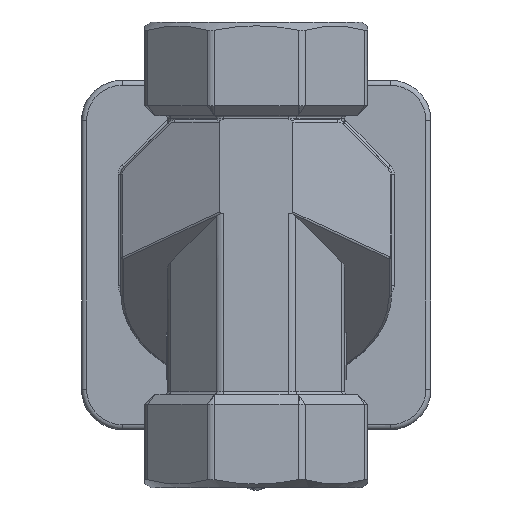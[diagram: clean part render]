
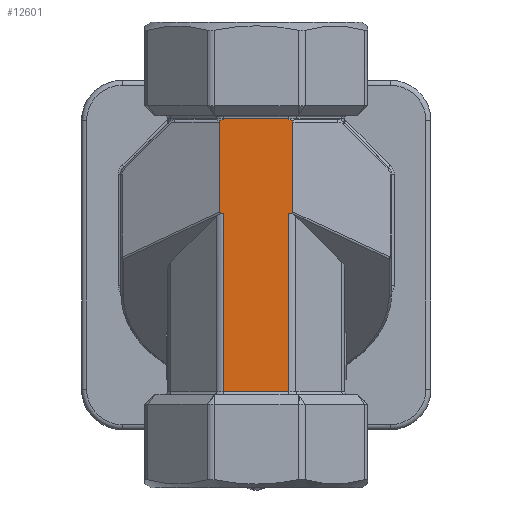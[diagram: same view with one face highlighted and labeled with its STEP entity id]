
A CAD part, front view. The second image highlights one B-rep face of the part: STEP entity #12601.
In plain terms, the highlighted planar face has unit normal (0, -1, 0).
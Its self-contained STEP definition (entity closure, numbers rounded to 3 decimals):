
#193=ELLIPSE('',#13505,1.183,0.5);
#198=ELLIPSE('',#13517,1.284,0.5);
#204=ELLIPSE('',#13531,1.284,0.5);
#210=ELLIPSE('',#13544,1.183,0.5);
#865=PLANE('',#13703);
#1374=FACE_OUTER_BOUND('',#2146,.T.);
#2146=EDGE_LOOP('',(#9659,#9660,#9661,#9662,#9663,#9664,#9665,#9666,#9667,
#9668,#9669,#9670,#9671,#9672));
#2986=LINE('',#20986,#3893);
#3001=LINE('',#21136,#3908);
#3004=LINE('',#21150,#3911);
#3010=LINE('',#21189,#3917);
#3030=LINE('',#21276,#3937);
#3118=LINE('',#21699,#4025);
#3120=LINE('',#21702,#4027);
#3121=LINE('',#21704,#4028);
#3122=LINE('',#21705,#4029);
#3123=LINE('',#21706,#4030);
#3893=VECTOR('',#15643,10.);
#3908=VECTOR('',#15712,10.);
#3911=VECTOR('',#15727,10.);
#3917=VECTOR('',#15773,10.);
#3937=VECTOR('',#15869,10.);
#4025=VECTOR('',#16137,10.);
#4027=VECTOR('',#16141,10.);
#4028=VECTOR('',#16144,10.);
#4029=VECTOR('',#16145,10.);
#4030=VECTOR('',#16146,10.);
#5379=VERTEX_POINT('',#20862);
#5380=VERTEX_POINT('',#20863);
#5390=VERTEX_POINT('',#20944);
#5391=VERTEX_POINT('',#20946);
#5394=VERTEX_POINT('',#20985);
#5405=VERTEX_POINT('',#21016);
#5406=VERTEX_POINT('',#21018);
#5417=VERTEX_POINT('',#21089);
#5418=VERTEX_POINT('',#21091);
#5425=VERTEX_POINT('',#21148);
#5436=VERTEX_POINT('',#21181);
#5438=VERTEX_POINT('',#21187);
#5465=VERTEX_POINT('',#21268);
#5467=VERTEX_POINT('',#21274);
#6737=EDGE_CURVE('',#5379,#5380,#193,.T.);
#6754=EDGE_CURVE('',#5390,#5391,#198,.T.);
#6760=EDGE_CURVE('',#5391,#5394,#2986,.T.);
#6773=EDGE_CURVE('',#5405,#5406,#204,.T.);
#6791=EDGE_CURVE('',#5417,#5418,#210,.T.);
#6798=EDGE_CURVE('',#5406,#5417,#3001,.T.);
#6805=EDGE_CURVE('',#5425,#5405,#3004,.T.);
#6824=EDGE_CURVE('',#5438,#5436,#3010,.T.);
#6868=EDGE_CURVE('',#5467,#5465,#3030,.T.);
#7012=EDGE_CURVE('',#5390,#5380,#3118,.T.);
#7014=EDGE_CURVE('',#5438,#5418,#3120,.T.);
#7015=EDGE_CURVE('',#5379,#5436,#3121,.T.);
#7016=EDGE_CURVE('',#5465,#5425,#3122,.T.);
#7017=EDGE_CURVE('',#5394,#5467,#3123,.T.);
#9659=ORIENTED_EDGE('',*,*,#7015,.T.);
#9660=ORIENTED_EDGE('',*,*,#6824,.F.);
#9661=ORIENTED_EDGE('',*,*,#7014,.T.);
#9662=ORIENTED_EDGE('',*,*,#6791,.F.);
#9663=ORIENTED_EDGE('',*,*,#6798,.F.);
#9664=ORIENTED_EDGE('',*,*,#6773,.F.);
#9665=ORIENTED_EDGE('',*,*,#6805,.F.);
#9666=ORIENTED_EDGE('',*,*,#7016,.F.);
#9667=ORIENTED_EDGE('',*,*,#6868,.F.);
#9668=ORIENTED_EDGE('',*,*,#7017,.F.);
#9669=ORIENTED_EDGE('',*,*,#6760,.F.);
#9670=ORIENTED_EDGE('',*,*,#6754,.F.);
#9671=ORIENTED_EDGE('',*,*,#7012,.T.);
#9672=ORIENTED_EDGE('',*,*,#6737,.F.);
#12601=ADVANCED_FACE('',(#1374),#865,.T.);
#13505=AXIS2_PLACEMENT_3D('',#20864,#15603,#15604);
#13517=AXIS2_PLACEMENT_3D('',#20947,#15633,#15634);
#13531=AXIS2_PLACEMENT_3D('',#21019,#15668,#15669);
#13544=AXIS2_PLACEMENT_3D('',#21092,#15702,#15703);
#13703=AXIS2_PLACEMENT_3D('',#21703,#16142,#16143);
#15603=DIRECTION('center_axis',(0.,1.,0.));
#15604=DIRECTION('ref_axis',(1.,0.,0.));
#15633=DIRECTION('center_axis',(0.,1.,0.));
#15634=DIRECTION('ref_axis',(0.906,0.,-0.423));
#15643=DIRECTION('',(-1.,0.,0.));
#15668=DIRECTION('center_axis',(0.,1.,0.));
#15669=DIRECTION('ref_axis',(-0.906,0.,-0.423));
#15702=DIRECTION('center_axis',(0.,1.,0.));
#15703=DIRECTION('ref_axis',(-1.,0.,0.));
#15712=DIRECTION('',(0.,0.,1.));
#15727=DIRECTION('',(-1.,0.,0.));
#15773=DIRECTION('',(1.,0.,0.));
#15869=DIRECTION('',(-1.,0.,0.));
#16137=DIRECTION('',(0.,0.,1.));
#16141=DIRECTION('',(0.,0.,-1.));
#16142=DIRECTION('center_axis',(0.,-1.,0.));
#16143=DIRECTION('ref_axis',(1.,0.,0.));
#16144=DIRECTION('',(0.,0.,1.));
#16145=DIRECTION('',(0.,0.,1.));
#16146=DIRECTION('',(0.,0.,-1.));
#20862=CARTESIAN_POINT('',(6.42,-17.5,26.727));
#20863=CARTESIAN_POINT('',(7.249,-17.5,26.25));
#20864=CARTESIAN_POINT('Origin',(6.066,-17.5,26.25));
#20944=CARTESIAN_POINT('',(7.249,-17.5,8.504));
#20946=CARTESIAN_POINT('',(6.824,-17.5,8.25));
#20947=CARTESIAN_POINT('Origin',(6.066,-17.5,8.957));
#20985=CARTESIAN_POINT('',(6.42,-17.5,8.25));
#20986=CARTESIAN_POINT('',(-3.624,-17.5,8.25));
#21016=CARTESIAN_POINT('',(-6.824,-17.5,8.25));
#21018=CARTESIAN_POINT('',(-7.249,-17.5,8.504));
#21019=CARTESIAN_POINT('Origin',(-6.066,-17.5,8.957));
#21089=CARTESIAN_POINT('',(-7.249,-17.5,26.25));
#21091=CARTESIAN_POINT('',(-6.42,-17.5,26.727));
#21092=CARTESIAN_POINT('Origin',(-6.066,-17.5,26.25));
#21136=CARTESIAN_POINT('',(-7.249,-17.5,-49.5));
#21148=CARTESIAN_POINT('',(-6.42,-17.5,8.25));
#21150=CARTESIAN_POINT('',(-3.624,-17.5,8.25));
#21181=CARTESIAN_POINT('',(6.42,-17.5,27.));
#21187=CARTESIAN_POINT('',(-6.42,-17.5,27.));
#21189=CARTESIAN_POINT('',(-3.624,-17.5,27.));
#21268=CARTESIAN_POINT('',(-6.42,-17.5,-27.));
#21274=CARTESIAN_POINT('',(6.42,-17.5,-27.));
#21276=CARTESIAN_POINT('',(-3.624,-17.5,-27.));
#21699=CARTESIAN_POINT('',(7.249,-17.5,-49.5));
#21702=CARTESIAN_POINT('',(-6.42,-17.5,0.));
#21703=CARTESIAN_POINT('Origin',(-7.249,-17.5,0.));
#21704=CARTESIAN_POINT('',(6.42,-17.5,0.));
#21705=CARTESIAN_POINT('',(-6.42,-17.5,0.));
#21706=CARTESIAN_POINT('',(6.42,-17.5,0.));
